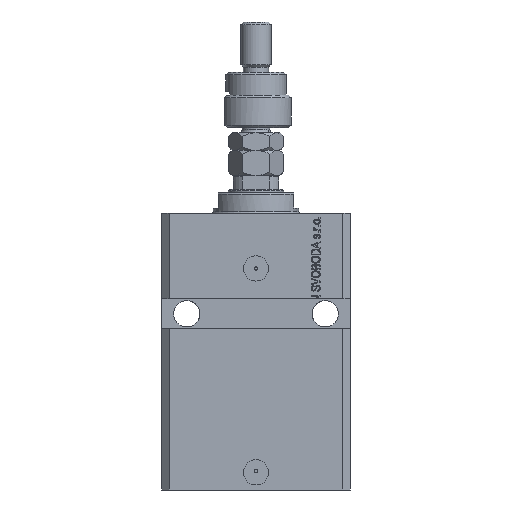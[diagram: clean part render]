
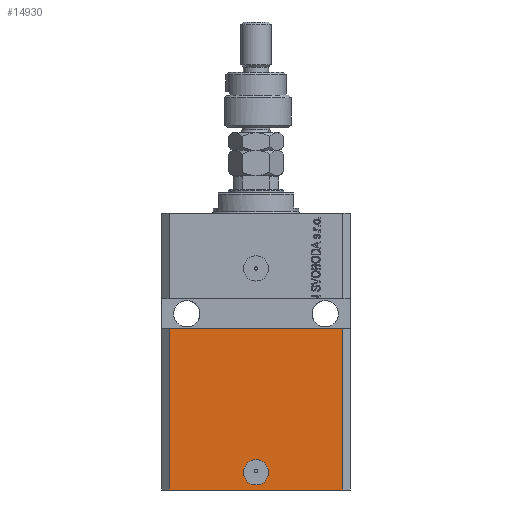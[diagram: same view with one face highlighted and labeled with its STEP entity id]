
A CAD part, front view. The second image highlights one B-rep face of the part: STEP entity #14930.
In plain terms, the highlighted planar face has unit normal (0, -1, 0).
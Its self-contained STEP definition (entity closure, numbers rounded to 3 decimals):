
#250 = CIRCLE ( 'NONE', #30204, 5. ) ;
#878 = EDGE_CURVE ( 'NONE', #3740, #9528, #7294, .T. ) ;
#1146 = VECTOR ( 'NONE', #36632, 1000. ) ;
#2770 = VERTEX_POINT ( 'NONE', #19390 ) ;
#3471 = CARTESIAN_POINT ( 'NONE',  ( 0., -27.5, -103. ) ) ;
#3740 = VERTEX_POINT ( 'NONE', #13844 ) ;
#5826 = VERTEX_POINT ( 'NONE', #35965 ) ;
#7294 = LINE ( 'NONE', #49918, #35523 ) ;
#7307 = DIRECTION ( 'NONE',  ( 0., -1., 0. ) ) ;
#7482 = EDGE_CURVE ( 'NONE', #5826, #25750, #35764, .T. ) ;
#9528 = VERTEX_POINT ( 'NONE', #23804 ) ;
#9679 = CARTESIAN_POINT ( 'NONE',  ( -5., -27.5, -103. ) ) ;
#10309 = VECTOR ( 'NONE', #37209, 1000. ) ;
#10372 = ORIENTED_EDGE ( 'NONE', *, *, #13737, .F. ) ;
#11619 = FACE_OUTER_BOUND ( 'NONE', #43835, .T. ) ;
#13517 = ORIENTED_EDGE ( 'NONE', *, *, #23234, .T. ) ;
#13737 = EDGE_CURVE ( 'NONE', #25750, #5826, #250, .T. ) ;
#13844 = CARTESIAN_POINT ( 'NONE',  ( -34.5, -27.5, -110. ) ) ;
#14854 = ORIENTED_EDGE ( 'NONE', *, *, #38098, .F. ) ;
#14912 = DIRECTION ( 'NONE',  ( 0., 0., 1. ) ) ;
#14930 = ADVANCED_FACE ( 'NONE', ( #22523, #11619 ), #49177, .T. ) ;
#16886 = LINE ( 'NONE', #32344, #1146 ) ;
#17635 = DIRECTION ( 'NONE',  ( 0., 0., 1. ) ) ;
#18327 = ORIENTED_EDGE ( 'NONE', *, *, #7482, .F. ) ;
#18460 = CARTESIAN_POINT ( 'NONE',  ( 34.5, -27.5, -110. ) ) ;
#18721 = CARTESIAN_POINT ( 'NONE',  ( -34.5, -27.5, -110. ) ) ;
#19390 = CARTESIAN_POINT ( 'NONE',  ( 34.5, -27.5, -46. ) ) ;
#20577 = AXIS2_PLACEMENT_3D ( 'NONE', #18721, #7307, #41314 ) ;
#21518 = ORIENTED_EDGE ( 'NONE', *, *, #26666, .T. ) ;
#22523 = FACE_BOUND ( 'NONE', #39738, .T. ) ;
#23234 = EDGE_CURVE ( 'NONE', #47656, #2770, #25959, .T. ) ;
#23804 = CARTESIAN_POINT ( 'NONE',  ( -34.5, -27.5, -46. ) ) ;
#24097 = ORIENTED_EDGE ( 'NONE', *, *, #878, .F. ) ;
#24340 = DIRECTION ( 'NONE',  ( 0., -1., 0. ) ) ;
#25750 = VERTEX_POINT ( 'NONE', #9679 ) ;
#25959 = LINE ( 'NONE', #33591, #34164 ) ;
#26029 = LINE ( 'NONE', #29847, #10309 ) ;
#26666 = EDGE_CURVE ( 'NONE', #3740, #47656, #16886, .T. ) ;
#29847 = CARTESIAN_POINT ( 'NONE',  ( -37.5, -27.5, -46. ) ) ;
#30100 = DIRECTION ( 'NONE',  ( 0., -1., 0. ) ) ;
#30204 = AXIS2_PLACEMENT_3D ( 'NONE', #35260, #24340, #31711 ) ;
#31711 = DIRECTION ( 'NONE',  ( 1., 0., 0. ) ) ;
#32344 = CARTESIAN_POINT ( 'NONE',  ( -34.5, -27.5, -110. ) ) ;
#33591 = CARTESIAN_POINT ( 'NONE',  ( 34.5, -27.5, -110. ) ) ;
#34164 = VECTOR ( 'NONE', #17635, 1000. ) ;
#35260 = CARTESIAN_POINT ( 'NONE',  ( 0., -27.5, -103. ) ) ;
#35523 = VECTOR ( 'NONE', #14912, 1000. ) ;
#35764 = CIRCLE ( 'NONE', #46264, 5. ) ;
#35965 = CARTESIAN_POINT ( 'NONE',  ( 5., -27.5, -103. ) ) ;
#36632 = DIRECTION ( 'NONE',  ( 1., 0., 0. ) ) ;
#37209 = DIRECTION ( 'NONE',  ( 1., 0., 0. ) ) ;
#37470 = DIRECTION ( 'NONE',  ( 1., 0., 0. ) ) ;
#38098 = EDGE_CURVE ( 'NONE', #9528, #2770, #26029, .T. ) ;
#39738 = EDGE_LOOP ( 'NONE', ( #18327, #10372 ) ) ;
#41314 = DIRECTION ( 'NONE',  ( 0., 0., -1. ) ) ;
#43835 = EDGE_LOOP ( 'NONE', ( #14854, #24097, #21518, #13517 ) ) ;
#46264 = AXIS2_PLACEMENT_3D ( 'NONE', #3471, #30100, #37470 ) ;
#47656 = VERTEX_POINT ( 'NONE', #18460 ) ;
#49177 = PLANE ( 'NONE',  #20577 ) ;
#49918 = CARTESIAN_POINT ( 'NONE',  ( -34.5, -27.5, -110. ) ) ;
